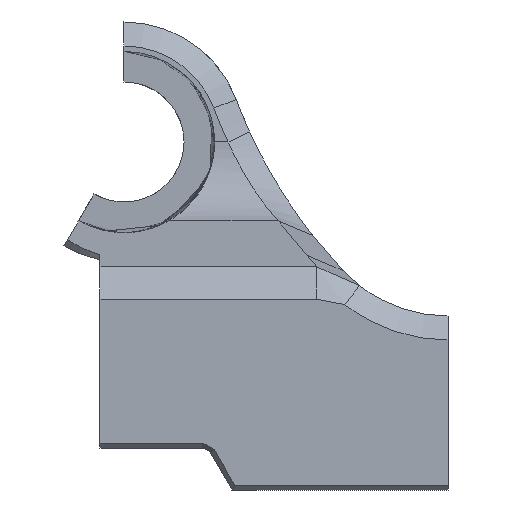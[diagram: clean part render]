
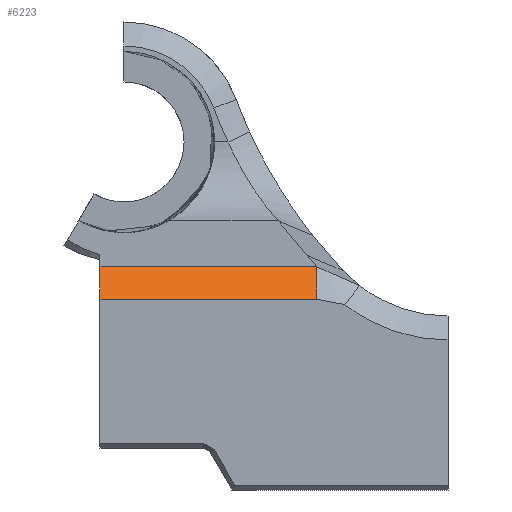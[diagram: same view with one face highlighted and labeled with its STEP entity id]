
A CAD part, front view. The second image highlights one B-rep face of the part: STEP entity #6223.
In plain terms, the highlighted planar face has unit normal (0, -0.819, 0.574).
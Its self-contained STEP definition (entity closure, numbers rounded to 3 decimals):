
#408 = PLANE('',#409);
#409 = AXIS2_PLACEMENT_3D('',#410,#411,#412);
#410 = CARTESIAN_POINT('',(-29.,-28.,3.));
#411 = DIRECTION('',(1.,0.,0.));
#412 = DIRECTION('',(0.,0.,1.));
#1802 = PLANE('',#1803);
#1803 = AXIS2_PLACEMENT_3D('',#1804,#1805,#1806);
#1804 = CARTESIAN_POINT('',(0.,-31.,-9.));
#1805 = DIRECTION('',(0.,1.,0.));
#1806 = DIRECTION('',(-0.,0.,-1.));
#2416 = VERTEX_POINT('',#2417);
#2417 = CARTESIAN_POINT('',(-29.,-31.,6.911));
#2438 = EDGE_CURVE('',#2416,#2439,#2441,.T.);
#2439 = VERTEX_POINT('',#2440);
#2440 = CARTESIAN_POINT('',(-29.,-29.121,9.595));
#2441 = SURFACE_CURVE('',#2442,(#2446,#2453),.PCURVE_S1.);
#2442 = LINE('',#2443,#2444);
#2443 = CARTESIAN_POINT('',(-29.,-28.346,10.701));
#2444 = VECTOR('',#2445,1.);
#2445 = DIRECTION('',(0.,0.574,0.819));
#2446 = PCURVE('',#408,#2447);
#2447 = DEFINITIONAL_REPRESENTATION('',(#2448),#2452);
#2448 = LINE('',#2449,#2450);
#2449 = CARTESIAN_POINT('',(7.701,0.346));
#2450 = VECTOR('',#2451,1.);
#2451 = DIRECTION('',(0.819,-0.574));
#2452 = ( GEOMETRIC_REPRESENTATION_CONTEXT(2) 
PARAMETRIC_REPRESENTATION_CONTEXT() REPRESENTATION_CONTEXT('2D SPACE',''
  ) );
#2453 = PCURVE('',#2454,#2459);
#2454 = PLANE('',#2455);
#2455 = AXIS2_PLACEMENT_3D('',#2456,#2457,#2458);
#2456 = CARTESIAN_POINT('',(-29.,-30.06,8.253));
#2457 = DIRECTION('',(0.,0.819,-0.574)
  );
#2458 = DIRECTION('',(-1.,0.,0.));
#2459 = DEFINITIONAL_REPRESENTATION('',(#2460),#2464);
#2460 = LINE('',#2461,#2462);
#2461 = CARTESIAN_POINT('',(0.,2.988));
#2462 = VECTOR('',#2463,1.);
#2463 = DIRECTION('',(-0.,1.));
#2464 = ( GEOMETRIC_REPRESENTATION_CONTEXT(2) 
PARAMETRIC_REPRESENTATION_CONTEXT() REPRESENTATION_CONTEXT('2D SPACE',''
  ) );
#2482 = PLANE('',#2483);
#2483 = AXIS2_PLACEMENT_3D('',#2484,#2485,#2486);
#2484 = CARTESIAN_POINT('',(-61.,-18.606,13.422));
#2485 = DIRECTION('',(0.,0.342,-0.94));
#2486 = DIRECTION('',(0.,-0.94,-0.342
    ));
#5842 = B_SPLINE_SURFACE_WITH_KNOTS('',4,1,(
    (#5843,#5844)
    ,(#5845,#5846)
    ,(#5847,#5848)
    ,(#5849,#5850)
    ,(#5851,#5852
    )),.UNSPECIFIED.,.F.,.F.,.F.,(5,5),(2,2),(0.,1.),(0.,1.),
  .PIECEWISE_BEZIER_KNOTS.);
#5843 = CARTESIAN_POINT('',(-8.598,-31.,6.451));
#5844 = CARTESIAN_POINT('',(-7.37,-29.,8.03));
#5845 = CARTESIAN_POINT('',(-9.181,-31.,6.566));
#5846 = CARTESIAN_POINT('',(-8.272,-29.032,
    8.394));
#5847 = CARTESIAN_POINT('',(-9.765,-31.,6.681));
#5848 = CARTESIAN_POINT('',(-9.166,-29.061,
    8.779));
#5849 = CARTESIAN_POINT('',(-10.349,-31.,6.796));
#5850 = CARTESIAN_POINT('',(-10.052,-29.091,
    9.18));
#5851 = CARTESIAN_POINT('',(-10.932,-31.,6.911));
#5852 = CARTESIAN_POINT('',(-10.932,-29.121,
    9.595));
#5940 = VERTEX_POINT('',#5941);
#5941 = CARTESIAN_POINT('',(-10.932,-31.,6.911));
#5963 = EDGE_CURVE('',#2416,#5940,#5964,.T.);
#5964 = SURFACE_CURVE('',#5965,(#5969,#5976),.PCURVE_S1.);
#5965 = LINE('',#5966,#5967);
#5966 = CARTESIAN_POINT('',(-29.,-31.,6.911));
#5967 = VECTOR('',#5968,1.);
#5968 = DIRECTION('',(1.,0.,0.));
#5969 = PCURVE('',#1802,#5970);
#5970 = DEFINITIONAL_REPRESENTATION('',(#5971),#5975);
#5971 = LINE('',#5972,#5973);
#5972 = CARTESIAN_POINT('',(-15.911,29.));
#5973 = VECTOR('',#5974,1.);
#5974 = DIRECTION('',(-0.,-1.));
#5975 = ( GEOMETRIC_REPRESENTATION_CONTEXT(2) 
PARAMETRIC_REPRESENTATION_CONTEXT() REPRESENTATION_CONTEXT('2D SPACE',''
  ) );
#5976 = PCURVE('',#2454,#5977);
#5977 = DEFINITIONAL_REPRESENTATION('',(#5978),#5982);
#5978 = LINE('',#5979,#5980);
#5979 = CARTESIAN_POINT('',(-0.,-1.638));
#5980 = VECTOR('',#5981,1.);
#5981 = DIRECTION('',(-1.,0.));
#5982 = ( GEOMETRIC_REPRESENTATION_CONTEXT(2) 
PARAMETRIC_REPRESENTATION_CONTEXT() REPRESENTATION_CONTEXT('2D SPACE',''
  ) );
#6223 = ADVANCED_FACE('',(#6224),#2454,.F.);
#6224 = FACE_BOUND('',#6225,.T.);
#6225 = EDGE_LOOP('',(#6226,#6227,#6228,#6248));
#6226 = ORIENTED_EDGE('',*,*,#2438,.F.);
#6227 = ORIENTED_EDGE('',*,*,#5963,.T.);
#6228 = ORIENTED_EDGE('',*,*,#6229,.T.);
#6229 = EDGE_CURVE('',#5940,#6230,#6232,.T.);
#6230 = VERTEX_POINT('',#6231);
#6231 = CARTESIAN_POINT('',(-10.932,-29.121,
    9.595));
#6232 = SURFACE_CURVE('',#6233,(#6236,#6242),.PCURVE_S1.);
#6233 = B_SPLINE_CURVE_WITH_KNOTS('',1,(#6234,#6235),.UNSPECIFIED.,.F.,
  .F.,(2,2),(0.,1.),.PIECEWISE_BEZIER_KNOTS.);
#6234 = CARTESIAN_POINT('',(-10.932,-31.,6.911));
#6235 = CARTESIAN_POINT('',(-10.932,-29.121,
    9.595));
#6236 = PCURVE('',#2454,#6237);
#6237 = DEFINITIONAL_REPRESENTATION('',(#6238),#6241);
#6238 = B_SPLINE_CURVE_WITH_KNOTS('',1,(#6239,#6240),.UNSPECIFIED.,.F.,
  .F.,(2,2),(0.,1.),.PIECEWISE_BEZIER_KNOTS.);
#6239 = CARTESIAN_POINT('',(-18.068,-1.638));
#6240 = CARTESIAN_POINT('',(-18.068,1.638));
#6241 = ( GEOMETRIC_REPRESENTATION_CONTEXT(2) 
PARAMETRIC_REPRESENTATION_CONTEXT() REPRESENTATION_CONTEXT('2D SPACE',''
  ) );
#6242 = PCURVE('',#5842,#6243);
#6243 = DEFINITIONAL_REPRESENTATION('',(#6244),#6247);
#6244 = B_SPLINE_CURVE_WITH_KNOTS('',1,(#6245,#6246),.UNSPECIFIED.,.F.,
  .F.,(2,2),(0.,1.),.PIECEWISE_BEZIER_KNOTS.);
#6245 = CARTESIAN_POINT('',(1.,0.));
#6246 = CARTESIAN_POINT('',(1.,1.));
#6247 = ( GEOMETRIC_REPRESENTATION_CONTEXT(2) 
PARAMETRIC_REPRESENTATION_CONTEXT() REPRESENTATION_CONTEXT('2D SPACE',''
  ) );
#6248 = ORIENTED_EDGE('',*,*,#6249,.F.);
#6249 = EDGE_CURVE('',#2439,#6230,#6250,.T.);
#6250 = SURFACE_CURVE('',#6251,(#6255,#6262),.PCURVE_S1.);
#6251 = LINE('',#6252,#6253);
#6252 = CARTESIAN_POINT('',(-29.,-29.121,9.595));
#6253 = VECTOR('',#6254,1.);
#6254 = DIRECTION('',(1.,0.,0.));
#6255 = PCURVE('',#2454,#6256);
#6256 = DEFINITIONAL_REPRESENTATION('',(#6257),#6261);
#6257 = LINE('',#6258,#6259);
#6258 = CARTESIAN_POINT('',(-0.,1.638));
#6259 = VECTOR('',#6260,1.);
#6260 = DIRECTION('',(-1.,0.));
#6261 = ( GEOMETRIC_REPRESENTATION_CONTEXT(2) 
PARAMETRIC_REPRESENTATION_CONTEXT() REPRESENTATION_CONTEXT('2D SPACE',''
  ) );
#6262 = PCURVE('',#2482,#6263);
#6263 = DEFINITIONAL_REPRESENTATION('',(#6264),#6268);
#6264 = LINE('',#6265,#6266);
#6265 = CARTESIAN_POINT('',(11.19,-32.));
#6266 = VECTOR('',#6267,1.);
#6267 = DIRECTION('',(0.,-1.));
#6268 = ( GEOMETRIC_REPRESENTATION_CONTEXT(2) 
PARAMETRIC_REPRESENTATION_CONTEXT() REPRESENTATION_CONTEXT('2D SPACE',''
  ) );
